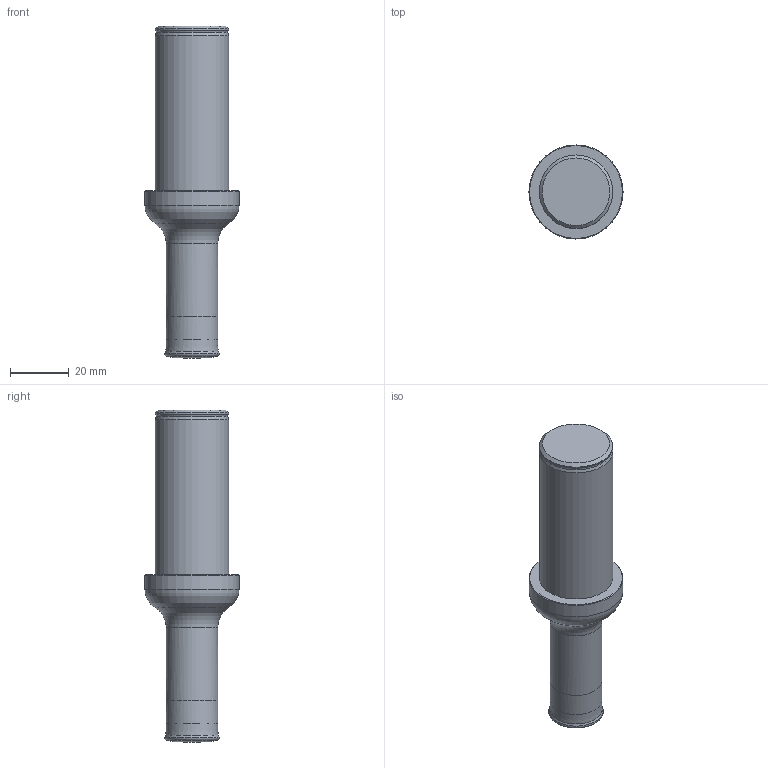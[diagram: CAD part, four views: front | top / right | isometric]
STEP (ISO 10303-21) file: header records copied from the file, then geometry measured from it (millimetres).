
FILE_DESCRIPTION(/* description */ ('3-D model version:1'),/* implementation_level */ '2;1');
FILE_NAME(/* name */ '881-D1850L25-02',/* time_stamp */ '2011-11-16T12:45:58+01:00',/* author */ ('CappDp'),/* organization */ ('AB Sandvik Coromant'),/* preprocessor_version */ 'ST-DEVELOPER v11',/* originating_system */ 'SIEMENS UGS NX 6.0',/* authorisation */ '');
FILE_SCHEMA (('AP203_CONFIGURATION_CONTROLLED_3D_DESIGN_OF_MECHANICAL_PARTS_AND_ASSEMBLIES_MIM_LF'));
Length unit declared in the file: millimetre
Products named in the file (1): 5858_2_3D
Bounding box: 32 x 32 x 113 mm (x, y, z)
Volume: 48213.4 mm3; surface area: 10037.3 mm2
Topology: 2 solids, 2 shells, 26 faces, 52 edges, 29 vertices
Faces by surface type: cone 12, cylinder 6, torus 4, plane 3, bspline 1
Full cylindrical faces by diameter (mm): 11.4 x1, 17.6 x2, 24.994 x2, 32 x1
Entity records: 651 total; most frequent: CARTESIAN_POINT 121, DIRECTION 98, AXIS2_PLACEMENT_3D 49, FACE_BOUND 48, EDGE_LOOP 48, ORIENTED_EDGE 48, ADVANCED_FACE 26, VERTEX_POINT 26
